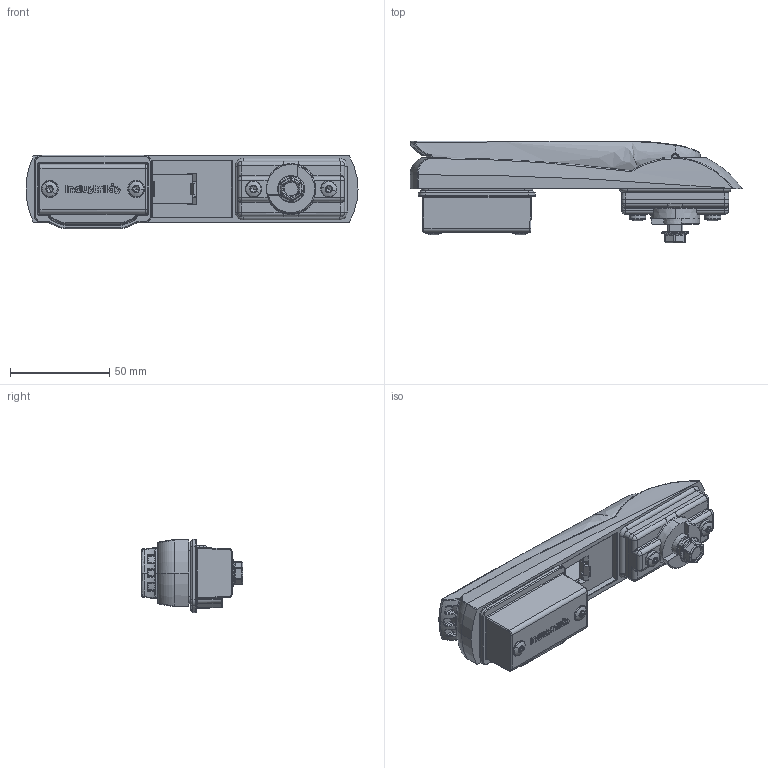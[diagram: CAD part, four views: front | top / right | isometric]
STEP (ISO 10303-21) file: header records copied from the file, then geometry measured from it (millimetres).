
FILE_DESCRIPTION (( 'STEP AP214' ), '1' );
FILE_NAME ('121641310-C60U_Industrilas.step', '2025-09-15T12:24:54', ( '' ), ( '' ), 'SwSTEP 2.0', 'SolidWorks 2010', '' );
FILE_SCHEMA (( 'AUTOMOTIVE_DESIGN' ));
Length unit declared in the file: millimetre
Products named in the file (15): 00005939(12500102)-3; 00005939(12500102)(2)-3; 00005939(12500102)(3)-3; 00007804(12210103-2)-3; 00006074(12506002)-1; 00005941(Default)-3; 00005941(Default)(2)-3; 012139(012135)-3; 00002423-3; 90-H; 042172-3; 297001-3; 012103(Default)-3; 297027-3; 121641310-C60U_Industrilas
Assembly tree (18 placements, depth 2):
  121641310-C60U_Industrilas
    00002423-3
    90-H
    297027-3  x2
    00005939(12500102)-3
    042172-3
    00005941(Default)(2)-3
    297001-3
    00007804(12210103-2)-3
    00005941(Default)-3
    012103(Default)-3
    012139(012135)-3  x4
    00005939(12500102)(3)-3
    00005939(12500102)(2)-3
    00006074(12506002)-1
Bounding box: 167.5 x 51.17 x 37 mm (x, y, z)
Volume: 95147 mm3; surface area: 68813 mm2
Topology: 19 solids, 19 shells, 2895 faces, 7067 edges, 4152 vertices
Faces by surface type: cylinder 752, plane 707, bspline 681, cone 359, torus 279, sphere 117
Entity records: 99246 total; most frequent: CARTESIAN_POINT 43935, ORIENTED_EDGE 12502, DIRECTION 10148, EDGE_CURVE 6251, AXIS2_PLACEMENT_3D 3986, VERTEX_POINT 3753, EDGE_LOOP 2668, FACE_OUTER_BOUND 2579
